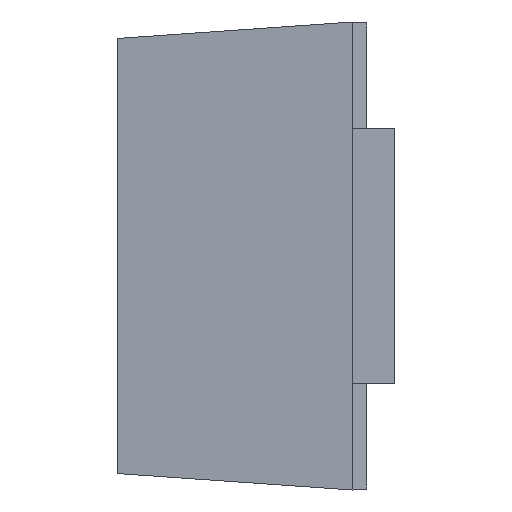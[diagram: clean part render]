
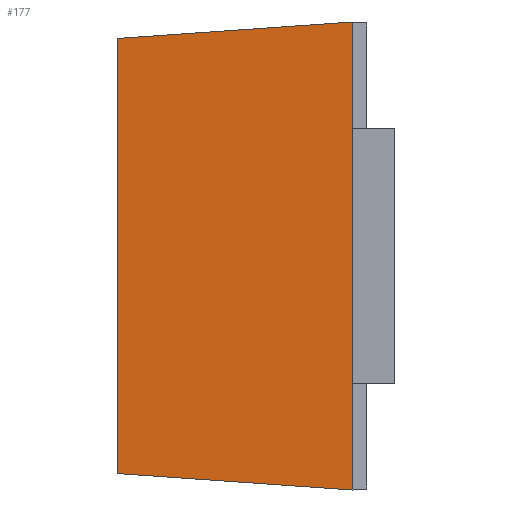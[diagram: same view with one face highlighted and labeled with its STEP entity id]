
A CAD part, left-side view. The second image highlights one B-rep face of the part: STEP entity #177.
In plain terms, the highlighted planar face has unit normal (-0.998, 0.07, 0).
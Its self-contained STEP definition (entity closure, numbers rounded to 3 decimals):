
#6 = DIRECTION ( 'NONE',  ( 0., 0., 1. ) ) ;
#29 = DIRECTION ( 'NONE',  ( 0., 0., -1. ) ) ;
#61 = VERTEX_POINT ( 'NONE', #1227 ) ;
#92 = CARTESIAN_POINT ( 'NONE',  ( -1.35, 0.15, 0.825 ) ) ;
#100 = FACE_OUTER_BOUND ( 'NONE', #164, .T. ) ;
#125 = CARTESIAN_POINT ( 'NONE',  ( -1.35, 0.15, 0.45 ) ) ;
#129 = ORIENTED_EDGE ( 'NONE', *, *, #495, .F. ) ;
#130 = VERTEX_POINT ( 'NONE', #825 ) ;
#164 = EDGE_LOOP ( 'NONE', ( #514, #129, #1084, #910, #1013, #576 ) ) ;
#172 = DIRECTION ( 'NONE',  ( 0., 0., -1. ) ) ;
#177 = ADVANCED_FACE ( 'NONE', ( #100 ), #1052, .F. ) ;
#197 = AXIS2_PLACEMENT_3D ( 'NONE', #454, #1242, #172 ) ;
#212 = CARTESIAN_POINT ( 'NONE',  ( -1.35, 0.15, 0.825 ) ) ;
#283 = VERTEX_POINT ( 'NONE', #952 ) ;
#374 = VERTEX_POINT ( 'NONE', #787 ) ;
#395 = VECTOR ( 'NONE', #29, 1000. ) ;
#403 = CARTESIAN_POINT ( 'NONE',  ( -1.292, 0.98, 0.767 ) ) ;
#404 = VERTEX_POINT ( 'NONE', #403 ) ;
#428 = LINE ( 'NONE', #912, #1020 ) ;
#454 = CARTESIAN_POINT ( 'NONE',  ( -1.35, 0.15, 0.825 ) ) ;
#464 = VECTOR ( 'NONE', #6, 1000. ) ;
#495 = EDGE_CURVE ( 'NONE', #697, #61, #428, .T. ) ;
#514 = ORIENTED_EDGE ( 'NONE', *, *, #1155, .F. ) ;
#576 = ORIENTED_EDGE ( 'NONE', *, *, #703, .F. ) ;
#579 = CARTESIAN_POINT ( 'NONE',  ( -1.292, 0.98, 0.825 ) ) ;
#596 = EDGE_CURVE ( 'NONE', #404, #283, #824, .T. ) ;
#644 = VECTOR ( 'NONE', #886, 1000. ) ;
#661 = VECTOR ( 'NONE', #1047, 1000. ) ;
#697 = VERTEX_POINT ( 'NONE', #882 ) ;
#702 = VECTOR ( 'NONE', #1105, 1000. ) ;
#703 = EDGE_CURVE ( 'NONE', #374, #404, #1005, .T. ) ;
#733 = DIRECTION ( 'NONE',  ( 0., 0., -1. ) ) ;
#736 = CARTESIAN_POINT ( 'NONE',  ( -1.292, 0.976, -0.767 ) ) ;
#776 = EDGE_CURVE ( 'NONE', #283, #130, #917, .T. ) ;
#787 = CARTESIAN_POINT ( 'NONE',  ( -1.292, 0.98, -0.767 ) ) ;
#791 = EDGE_CURVE ( 'NONE', #130, #697, #979, .T. ) ;
#824 = LINE ( 'NONE', #92, #661 ) ;
#825 = CARTESIAN_POINT ( 'NONE',  ( -1.35, 0.15, 0.45 ) ) ;
#882 = CARTESIAN_POINT ( 'NONE',  ( -1.35, 0.15, -0.45 ) ) ;
#886 = DIRECTION ( 'NONE',  ( 0., 0., -1. ) ) ;
#910 = ORIENTED_EDGE ( 'NONE', *, *, #776, .F. ) ;
#912 = CARTESIAN_POINT ( 'NONE',  ( -1.35, 0.15, 0.825 ) ) ;
#917 = LINE ( 'NONE', #212, #395 ) ;
#952 = CARTESIAN_POINT ( 'NONE',  ( -1.35, 0.15, 0.825 ) ) ;
#979 = LINE ( 'NONE', #125, #644 ) ;
#1005 = LINE ( 'NONE', #579, #464 ) ;
#1013 = ORIENTED_EDGE ( 'NONE', *, *, #596, .F. ) ;
#1020 = VECTOR ( 'NONE', #733, 1000. ) ;
#1047 = DIRECTION ( 'NONE',  ( -0.07, -0.995, 0.07 ) ) ;
#1052 = PLANE ( 'NONE',  #197 ) ;
#1084 = ORIENTED_EDGE ( 'NONE', *, *, #791, .F. ) ;
#1105 = DIRECTION ( 'NONE',  ( 0.07, 0.995, 0.07 ) ) ;
#1155 = EDGE_CURVE ( 'NONE', #61, #374, #1212, .T. ) ;
#1212 = LINE ( 'NONE', #736, #702 ) ;
#1227 = CARTESIAN_POINT ( 'NONE',  ( -1.35, 0.15, -0.825 ) ) ;
#1242 = DIRECTION ( 'NONE',  ( 0.998, -0.07, 0. ) ) ;
